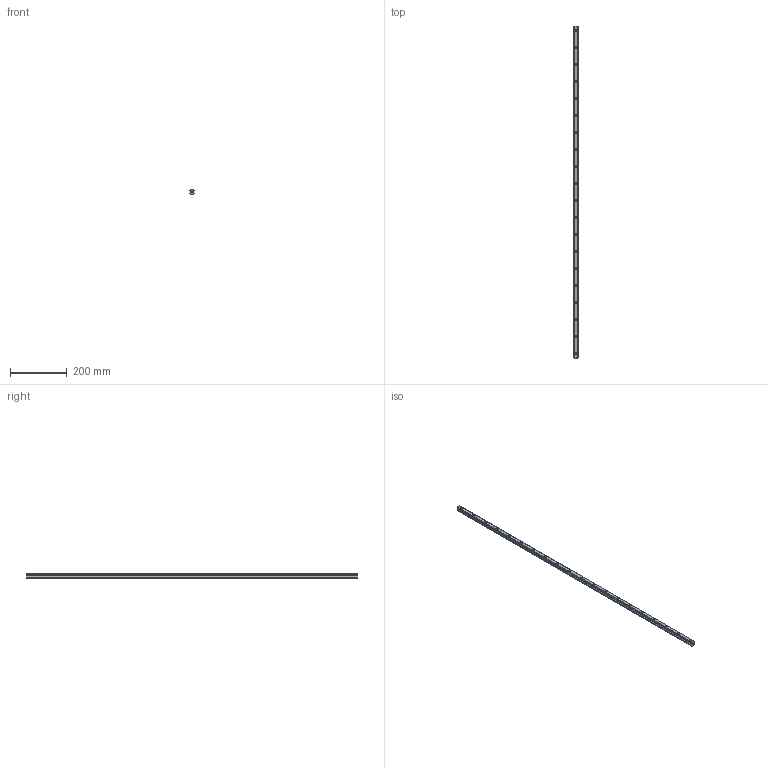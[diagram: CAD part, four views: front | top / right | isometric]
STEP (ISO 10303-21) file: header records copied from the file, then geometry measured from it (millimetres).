
FILE_DESCRIPTION(('STEP AP214'),'1');
FILE_NAME('cctmp_1343C986-E207-436F-925D-9DBFB1217E27_2020_5_5_15_6_21_419..stp','2020-05-05T13:06:21',('HIWIN GmbH'),('CADClick - www.CADClick.com'),'Spatial InterOp 3D',' ','unknown authorization');
FILE_SCHEMA(('AUTOMOTIVE_DESIGN'));
Length unit declared in the file: millimetre
Products named in the file (1): HGR15R1170H_FILE
Bounding box: 15 x 1170 x 15 mm (x, y, z)
Volume: 214783.5 mm3; surface area: 78274.5 mm2
Topology: 1 solids, 1 shells, 295 faces, 687 edges, 458 vertices
Faces by surface type: plane 149, cylinder 146
Entity records: 10897 total; most frequent: DIRECTION 1571, CARTESIAN_POINT 1441, ORIENTED_EDGE 1374, EDGE_CURVE 687, AXIS2_PLACEMENT_3D 588, VERTEX_POINT 458, LINE 395, VECTOR 395
